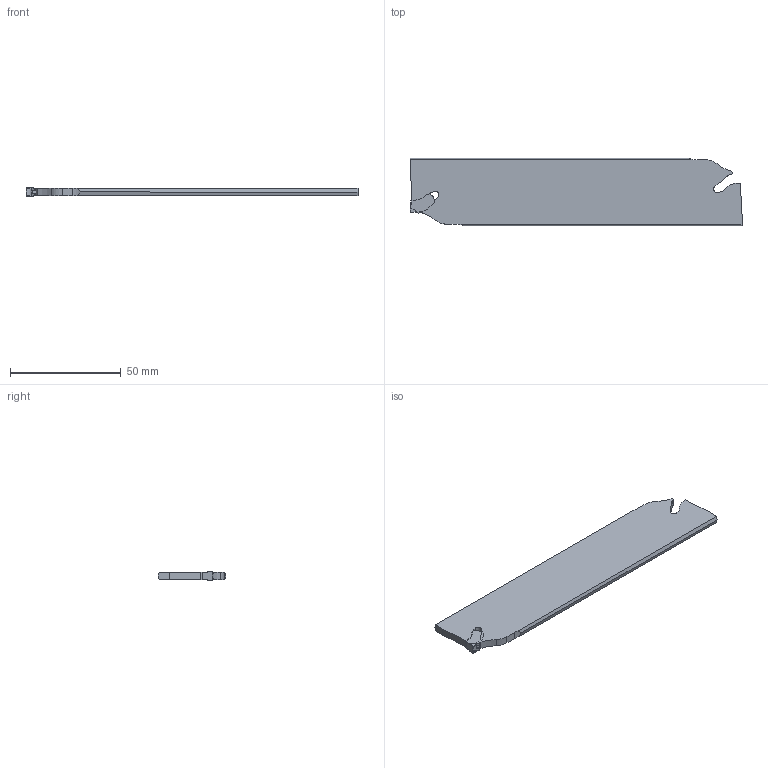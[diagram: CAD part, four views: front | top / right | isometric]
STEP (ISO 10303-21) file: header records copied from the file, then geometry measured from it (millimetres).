
FILE_DESCRIPTION(/* description */ (''),/* implementation_level */ '2;1');
FILE_NAME(/* name */ 'AKL-SX-32-4.stp',/* time_stamp */ '2023-10-31T22:51:16+03:00',/* author */ (''),/* organization */ (''),/* preprocessor_version */ 'ST-DEVELOPER v19.4',/* originating_system */ 'SIEMENS PLM Software NX2306.3001',/* authorisation */ '');
FILE_SCHEMA (('AUTOMOTIVE_DESIGN { 1 0 10303 214 3 1 1 1 }'));
Length unit declared in the file: millimetre
Products named in the file (1): AKL-SX-32-4_objects
Bounding box: 149.68 x 30.59 x 4 mm (x, y, z)
Volume: 14649.4 mm3; surface area: 9951.4 mm2
Topology: 2 solids, 2 shells, 83 faces, 231 edges, 152 vertices
Faces by surface type: plane 48, cylinder 35
Entity records: 2704 total; most frequent: DIRECTION 469, CARTESIAN_POINT 467, ORIENTED_EDGE 462, EDGE_CURVE 231, LINE 161, VECTOR 161, AXIS2_PLACEMENT_3D 154, VERTEX_POINT 152
